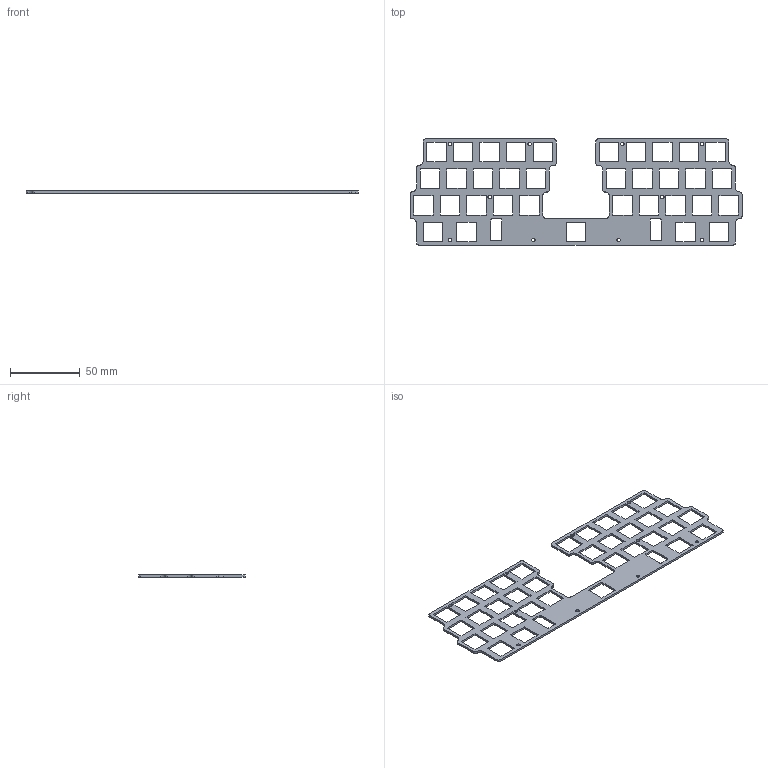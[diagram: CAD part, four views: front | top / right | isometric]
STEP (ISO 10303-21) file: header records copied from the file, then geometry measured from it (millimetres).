
FILE_DESCRIPTION(('HOOPS Exchange Step'),'2;1');
FILE_NAME('temp_export','2025-06-27T09:10:06-04:00',('jscotto'),('Shapr3D Limited'),'HOOPS Exchange 2024.8','Shapr3D','Authorized');
FILE_SCHEMA( ('AP242_MANAGED_MODEL_BASED_3D_ENGINEERING_MIM_LF {1 0 10303 442 1 1 4}') );
Length unit declared in the file: millimetre
Products named in the file (1): Plate
Bounding box: 238.12 x 76.2 x 1.5 mm (x, y, z)
Volume: 12141.9 mm3; surface area: 20518.9 mm2
Topology: 1 solids, 1 shells, 218 faces, 648 edges, 432 vertices
Faces by surface type: plane 172, cylinder 46
Full cylindrical faces by diameter (mm): 2.5 x10
Entity records: 7468 total; most frequent: CARTESIAN_POINT 1300, ORIENTED_EDGE 1296, DIRECTION 1180, EDGE_CURVE 648, VECTOR 556, LINE 556, VERTEX_POINT 432, AXIS2_PLACEMENT_3D 312
